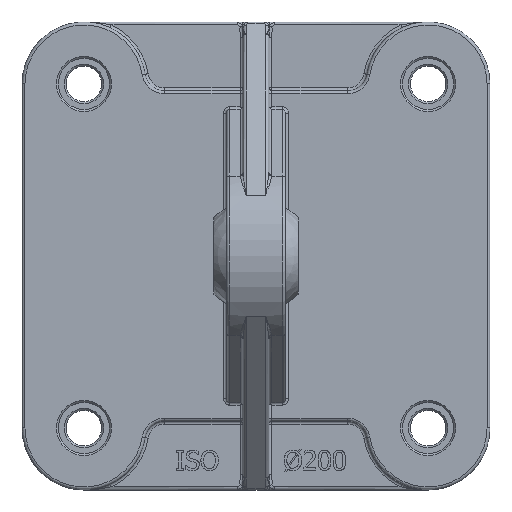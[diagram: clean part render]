
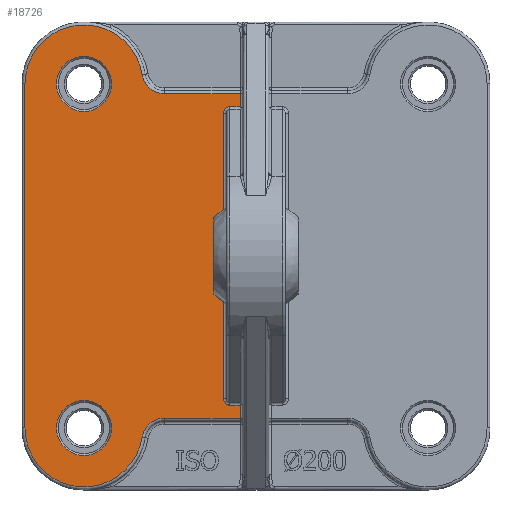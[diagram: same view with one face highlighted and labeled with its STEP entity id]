
A CAD part, top view. The second image highlights one B-rep face of the part: STEP entity #18726.
In plain terms, the highlighted planar face has unit normal (0, 0, 1).
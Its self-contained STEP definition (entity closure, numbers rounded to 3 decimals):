
#16947=CARTESIAN_POINT('',(-16.5,-72.382,25.0));
#16948=VERTEX_POINT('',#16947);
#16956=CARTESIAN_POINT('',(-13.5,-75.859,25.0));
#16957=VERTEX_POINT('',#16956);
#16958=CARTESIAN_POINT('',(-13.5,-72.382,25.0));
#16959=DIRECTION('',(0.0,0.0,1.0));
#16960=DIRECTION('',(0.0,-1.0,0.0));
#16961=AXIS2_PLACEMENT_3D('',#16958,#16959,#16960);
#16962=ELLIPSE('',#16961,3.478,3.);
#16963=EDGE_CURVE('',#16948,#16957,#16962,.T.);
#17105=CARTESIAN_POINT('',(-13.5,75.859,25.0));
#17106=VERTEX_POINT('',#17105);
#17107=CARTESIAN_POINT('',(-16.5,72.382,25.0));
#17108=VERTEX_POINT('',#17107);
#17109=CARTESIAN_POINT('',(-13.5,72.382,25.0));
#17110=DIRECTION('',(0.0,0.0,1.0));
#17111=DIRECTION('',(0.0,1.0,0.0));
#17112=AXIS2_PLACEMENT_3D('',#17109,#17110,#17111);
#17113=ELLIPSE('',#17112,3.478,3.);
#17114=EDGE_CURVE('',#17106,#17108,#17113,.T.);
#17150=CARTESIAN_POINT('',(-16.5,72.382,25.0));
#17151=DIRECTION('',(0.0,-1.0,0.0));
#17152=VECTOR('',#17151,144.764);
#17153=LINE('',#17150,#17152);
#17154=EDGE_CURVE('',#17108,#16948,#17153,.T.);
#17247=CARTESIAN_POINT('',(-8.0,-75.859,25.0));
#17248=VERTEX_POINT('',#17247);
#17249=CARTESIAN_POINT('',(-13.5,-75.859,25.0));
#17250=DIRECTION('',(1.0,0.0,0.0));
#17251=VECTOR('',#17250,5.5);
#17252=LINE('',#17249,#17251);
#17253=EDGE_CURVE('',#16957,#17248,#17252,.T.);
#17446=CARTESIAN_POINT('',(-8.,-82.5,25.0));
#17447=VERTEX_POINT('',#17446);
#17473=CARTESIAN_POINT('',(-8.0,-75.859,25.0));
#17474=DIRECTION('',(0.0,-1.0,0.0));
#17475=VECTOR('',#17474,6.641);
#17476=LINE('',#17473,#17475);
#17477=EDGE_CURVE('',#17248,#17447,#17476,.T.);
#17550=CARTESIAN_POINT('',(-8.0,82.5,25.0));
#17551=VERTEX_POINT('',#17550);
#17577=CARTESIAN_POINT('',(-46.512,82.5,25.0));
#17578=VERTEX_POINT('',#17577);
#17586=CARTESIAN_POINT('',(-46.512,82.5,25.0));
#17587=DIRECTION('',(1.0,0.0,0.0));
#17588=VECTOR('',#17587,38.512);
#17589=LINE('',#17586,#17588);
#17590=EDGE_CURVE('',#17578,#17551,#17589,.T.);
#17609=CARTESIAN_POINT('',(-57.87,92.199,25.0));
#17610=VERTEX_POINT('',#17609);
#17618=CARTESIAN_POINT('',(-46.512,94.,25.0));
#17619=DIRECTION('',(0.0,0.0,1.0));
#17620=DIRECTION('',(-0.649,-0.76,0.0));
#17621=AXIS2_PLACEMENT_3D('',#17618,#17619,#17620);
#17622=CIRCLE('',#17621,11.5);
#17623=EDGE_CURVE('',#17610,#17578,#17622,.T.);
#17643=CARTESIAN_POINT('',(-117.5,87.5,25.0));
#17644=VERTEX_POINT('',#17643);
#17652=CARTESIAN_POINT('',(-87.5,87.5,25.0));
#17653=DIRECTION('',(0.0,0.0,-1.0));
#17654=DIRECTION('',(-0.079,0.997,0.0));
#17655=AXIS2_PLACEMENT_3D('',#17652,#17653,#17654);
#17656=CIRCLE('',#17655,30.);
#17657=EDGE_CURVE('',#17644,#17610,#17656,.T.);
#17675=CARTESIAN_POINT('',(-117.5,-87.5,25.0));
#17676=VERTEX_POINT('',#17675);
#17684=CARTESIAN_POINT('',(-117.5,-87.5,25.0));
#17685=DIRECTION('',(0.0,1.0,0.0));
#17686=VECTOR('',#17685,175.);
#17687=LINE('',#17684,#17686);
#17688=EDGE_CURVE('',#17676,#17644,#17687,.T.);
#17705=CARTESIAN_POINT('',(-57.87,-92.199,25.0));
#17706=VERTEX_POINT('',#17705);
#17714=CARTESIAN_POINT('',(-87.5,-87.5,25.0));
#17715=DIRECTION('',(0.0,0.0,-1.0));
#17716=DIRECTION('',(-0.079,-0.997,0.0));
#17717=AXIS2_PLACEMENT_3D('',#17714,#17715,#17716);
#17718=CIRCLE('',#17717,30.);
#17719=EDGE_CURVE('',#17706,#17676,#17718,.T.);
#17731=CARTESIAN_POINT('',(-46.512,-82.5,25.0));
#17732=VERTEX_POINT('',#17731);
#17740=CARTESIAN_POINT('',(-46.512,-94.,25.0));
#17741=DIRECTION('',(0.0,0.0,1.0));
#17742=DIRECTION('',(-0.649,0.76,0.0));
#17743=AXIS2_PLACEMENT_3D('',#17740,#17741,#17742);
#17744=CIRCLE('',#17743,11.5);
#17745=EDGE_CURVE('',#17732,#17706,#17744,.T.);
#17758=CARTESIAN_POINT('',(-8.,-82.5,25.0));
#17759=DIRECTION('',(-1.0,0.0,0.0));
#17760=VECTOR('',#17759,38.512);
#17761=LINE('',#17758,#17760);
#17762=EDGE_CURVE('',#17447,#17732,#17761,.T.);
#17777=CARTESIAN_POINT('',(-8.0,75.859,25.0));
#17778=VERTEX_POINT('',#17777);
#17779=CARTESIAN_POINT('',(-8.0,82.5,25.0));
#17780=DIRECTION('',(0.0,-1.0,0.0));
#17781=VECTOR('',#17780,6.641);
#17782=LINE('',#17779,#17781);
#17783=EDGE_CURVE('',#17551,#17778,#17782,.T.);
#18472=CARTESIAN_POINT('',(-8.0,75.859,25.0));
#18473=DIRECTION('',(-1.0,0.0,0.0));
#18474=VECTOR('',#18473,5.5);
#18475=LINE('',#18472,#18474);
#18476=EDGE_CURVE('',#17778,#17106,#18475,.T.);
#18683=CARTESIAN_POINT('',(0.0,0.,25.0));
#18684=DIRECTION('',(0.0,0.0,1.0));
#18685=DIRECTION('',(1.0,0.0,0.0));
#18686=AXIS2_PLACEMENT_3D('',#18683,#18684,#18685);
#18687=PLANE('',#18686);
#18688=ORIENTED_EDGE('',*,*,#17590,.F.);
#18689=ORIENTED_EDGE('',*,*,#17623,.F.);
#18690=ORIENTED_EDGE('',*,*,#17657,.F.);
#18691=ORIENTED_EDGE('',*,*,#17688,.F.);
#18692=ORIENTED_EDGE('',*,*,#17719,.F.);
#18693=ORIENTED_EDGE('',*,*,#17745,.F.);
#18694=ORIENTED_EDGE('',*,*,#17762,.F.);
#18695=ORIENTED_EDGE('',*,*,#17477,.F.);
#18696=ORIENTED_EDGE('',*,*,#17253,.F.);
#18697=ORIENTED_EDGE('',*,*,#16963,.F.);
#18698=ORIENTED_EDGE('',*,*,#17154,.F.);
#18699=ORIENTED_EDGE('',*,*,#17114,.F.);
#18700=ORIENTED_EDGE('',*,*,#18476,.F.);
#18701=ORIENTED_EDGE('',*,*,#17783,.F.);
#18702=EDGE_LOOP('',(#18688,#18689,#18690,#18691,#18692,#18693,#18694,#18695,#18696,#18697,#18698,#18699,#18700,#18701));
#18703=FACE_OUTER_BOUND('',#18702,.T.);
#18704=CARTESIAN_POINT('',(-73.5,87.5,25.0));
#18705=VERTEX_POINT('',#18704);
#18706=CARTESIAN_POINT('',(-87.5,87.5,25.0));
#18707=DIRECTION('',(0.0,0.0,1.0));
#18708=DIRECTION('',(-1.0,0.0,0.0));
#18709=AXIS2_PLACEMENT_3D('',#18706,#18707,#18708);
#18710=CIRCLE('',#18709,14.);
#18711=EDGE_CURVE('',#18705,#18705,#18710,.T.);
#18712=ORIENTED_EDGE('',*,*,#18711,.F.);
#18713=EDGE_LOOP('',(#18712));
#18714=FACE_BOUND('',#18713,.T.);
#18715=CARTESIAN_POINT('',(-73.5,-87.5,25.0));
#18716=VERTEX_POINT('',#18715);
#18717=CARTESIAN_POINT('',(-87.5,-87.5,25.0));
#18718=DIRECTION('',(0.0,0.0,1.0));
#18719=DIRECTION('',(-1.0,0.0,0.0));
#18720=AXIS2_PLACEMENT_3D('',#18717,#18718,#18719);
#18721=CIRCLE('',#18720,14.);
#18722=EDGE_CURVE('',#18716,#18716,#18721,.T.);
#18723=ORIENTED_EDGE('',*,*,#18722,.F.);
#18724=EDGE_LOOP('',(#18723));
#18725=FACE_BOUND('',#18724,.T.);
#18726=ADVANCED_FACE('',(#18703,#18714,#18725),#18687,.T.);
